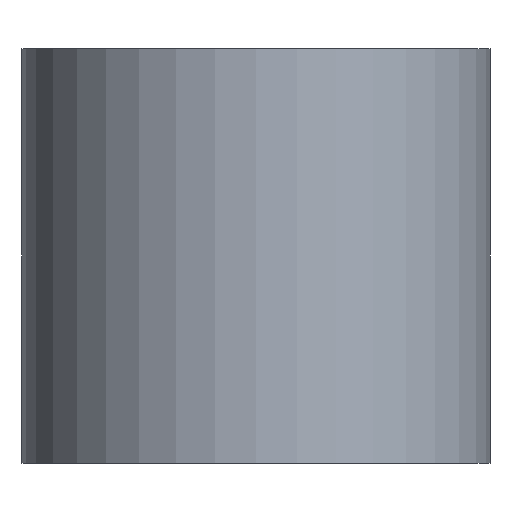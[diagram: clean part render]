
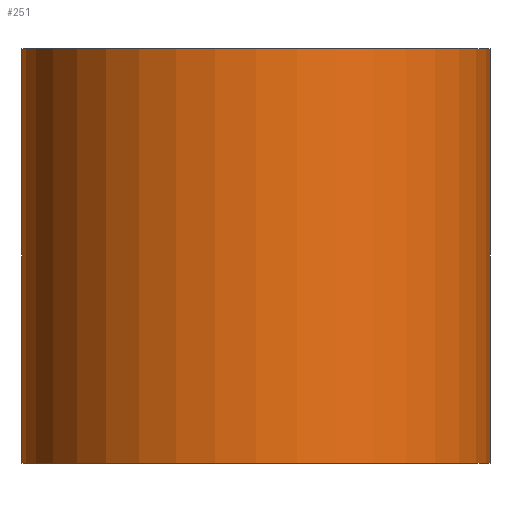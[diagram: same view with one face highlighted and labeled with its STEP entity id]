
A CAD part, front view. The second image highlights one B-rep face of the part: STEP entity #251.
In plain terms, the highlighted cylindrical face has radius 10.744 mm (diameter 21.488 mm), a partial arc.
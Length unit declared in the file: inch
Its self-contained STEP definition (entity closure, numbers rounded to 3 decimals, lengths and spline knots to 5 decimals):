
#39 = ORIENTED_EDGE ( 'NONE', *, *, #71, .T. ) ;
#40 = CARTESIAN_POINT ( 'NONE',  ( 0.375, -0.889, 0.375 ) ) ;
#45 = VERTEX_POINT ( 'NONE', #400 ) ;
#67 = DIRECTION ( 'NONE',  ( 1., 0., 0. ) ) ;
#71 = EDGE_CURVE ( 'NONE', #87, #328, #93, .T. ) ;
#87 = VERTEX_POINT ( 'NONE', #362 ) ;
#92 = EDGE_CURVE ( 'NONE', #328, #45, #307, .T. ) ;
#93 = CIRCLE ( 'NONE', #341, 0.423 ) ;
#100 = DIRECTION ( 'NONE',  ( 0., 0., -1. ) ) ;
#127 = CARTESIAN_POINT ( 'NONE',  ( -0.048, -1.312, 0.375 ) ) ;
#139 = CARTESIAN_POINT ( 'NONE',  ( 0.375, -1.312, 0.375 ) ) ;
#150 = DIRECTION ( 'NONE',  ( -1., 0., 0. ) ) ;
#158 = CARTESIAN_POINT ( 'NONE',  ( 0.375, -0.889, -0.375 ) ) ;
#165 = CARTESIAN_POINT ( 'NONE',  ( -0.048, -1.312, 0.375 ) ) ;
#210 = AXIS2_PLACEMENT_3D ( 'NONE', #139, #232, #150 ) ;
#232 = DIRECTION ( 'NONE',  ( 0., 0., -1. ) ) ;
#234 = CYLINDRICAL_SURFACE ( 'NONE', #210, 0.423 ) ;
#235 = VERTEX_POINT ( 'NONE', #158 ) ;
#237 = DIRECTION ( 'NONE',  ( 1., 0., 0. ) ) ;
#251 = ADVANCED_FACE ( 'NONE', ( #477 ), #234, .T. ) ;
#269 = DIRECTION ( 'NONE',  ( 0., 0., -1. ) ) ;
#281 = CARTESIAN_POINT ( 'NONE',  ( 0.375, -1.312, 0.375 ) ) ;
#299 = EDGE_CURVE ( 'NONE', #235, #45, #548, .T. ) ;
#303 = AXIS2_PLACEMENT_3D ( 'NONE', #499, #456, #67 ) ;
#307 = LINE ( 'NONE', #127, #525 ) ;
#328 = VERTEX_POINT ( 'NONE', #165 ) ;
#338 = VECTOR ( 'NONE', #427, 39.37008 ) ;
#341 = AXIS2_PLACEMENT_3D ( 'NONE', #281, #269, #237 ) ;
#344 = LINE ( 'NONE', #40, #338 ) ;
#352 = EDGE_CURVE ( 'NONE', #87, #235, #344, .T. ) ;
#358 = ORIENTED_EDGE ( 'NONE', *, *, #352, .F. ) ;
#362 = CARTESIAN_POINT ( 'NONE',  ( 0.375, -0.889, 0.375 ) ) ;
#400 = CARTESIAN_POINT ( 'NONE',  ( -0.048, -1.312, -0.375 ) ) ;
#427 = DIRECTION ( 'NONE',  ( 0., 0., -1. ) ) ;
#448 = ORIENTED_EDGE ( 'NONE', *, *, #299, .F. ) ;
#456 = DIRECTION ( 'NONE',  ( 0., 0., -1. ) ) ;
#477 = FACE_OUTER_BOUND ( 'NONE', #534, .T. ) ;
#478 = ORIENTED_EDGE ( 'NONE', *, *, #92, .T. ) ;
#499 = CARTESIAN_POINT ( 'NONE',  ( 0.375, -1.312, -0.375 ) ) ;
#525 = VECTOR ( 'NONE', #100, 39.37008 ) ;
#534 = EDGE_LOOP ( 'NONE', ( #448, #358, #39, #478 ) ) ;
#548 = CIRCLE ( 'NONE', #303, 0.423 ) ;
